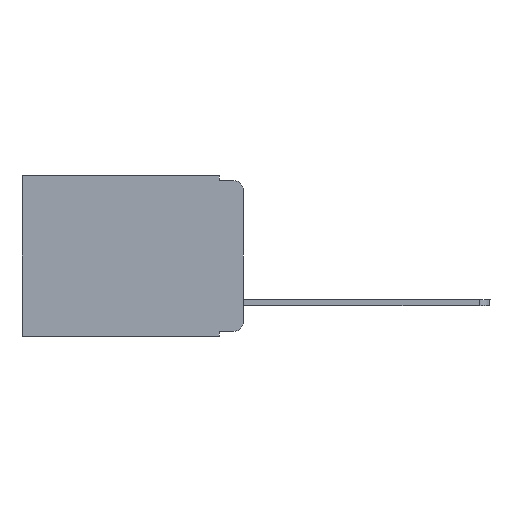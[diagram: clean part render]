
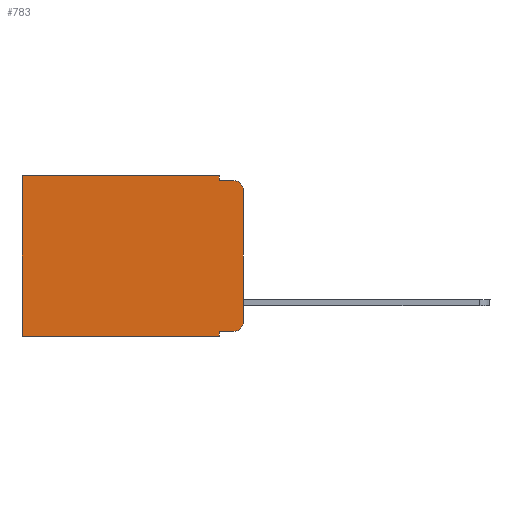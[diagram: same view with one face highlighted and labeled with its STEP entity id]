
A CAD part, left-side view. The second image highlights one B-rep face of the part: STEP entity #783.
In plain terms, the highlighted planar face has unit normal (-1, 0, 0).
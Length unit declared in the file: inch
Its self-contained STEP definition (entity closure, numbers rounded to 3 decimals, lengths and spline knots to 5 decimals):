
#9 = EDGE_LOOP ( 'NONE', ( #13569, #7177, #2730, #3173, #14312, #1528, #18066, #4871, #11049, #14321 ) ) ;
#59 = CARTESIAN_POINT ( 'NONE',  ( 0.298, 0.473, 0. ) ) ;
#783 = ADVANCED_FACE ( 'NONE', ( #14616 ), #1774, .F. ) ;
#1196 = VERTEX_POINT ( 'NONE', #11757 ) ;
#1228 = CARTESIAN_POINT ( 'NONE',  ( 0.298, 0.02, -0.313 ) ) ;
#1301 = VECTOR ( 'NONE', #10693, 39.37008 ) ;
#1528 = ORIENTED_EDGE ( 'NONE', *, *, #7932, .T. ) ;
#1684 = LINE ( 'NONE', #13302, #16529 ) ;
#1774 = PLANE ( 'NONE',  #10779 ) ;
#2173 = EDGE_CURVE ( 'NONE', #11428, #14750, #4398, .T. ) ;
#2379 = EDGE_CURVE ( 'NONE', #18705, #13184, #3457, .T. ) ;
#2584 = VECTOR ( 'NONE', #4545, 39.37008 ) ;
#2730 = ORIENTED_EDGE ( 'NONE', *, *, #17527, .F. ) ;
#2882 = EDGE_CURVE ( 'NONE', #18705, #16335, #12134, .T. ) ;
#3173 = ORIENTED_EDGE ( 'NONE', *, *, #3261, .F. ) ;
#3261 = EDGE_CURVE ( 'NONE', #9999, #9967, #7939, .T. ) ;
#3457 = LINE ( 'NONE', #4823, #12578 ) ;
#3976 = DIRECTION ( 'NONE',  ( -1., 0., 0. ) ) ;
#4144 = LINE ( 'NONE', #59, #2584 ) ;
#4211 = EDGE_CURVE ( 'NONE', #16335, #12652, #8153, .T. ) ;
#4398 = CIRCLE ( 'NONE', #18072, 0.02 ) ;
#4545 = DIRECTION ( 'NONE',  ( 0., 0., -1. ) ) ;
#4642 = EDGE_CURVE ( 'NONE', #13184, #1196, #11411, .T. ) ;
#4823 = CARTESIAN_POINT ( 'NONE',  ( 0.298, 0.051, 0. ) ) ;
#4867 = CARTESIAN_POINT ( 'NONE',  ( 0.298, 0., -0.313 ) ) ;
#4871 = ORIENTED_EDGE ( 'NONE', *, *, #2379, .F. ) ;
#5674 = DIRECTION ( 'NONE',  ( 0., 0., -1. ) ) ;
#5784 = DIRECTION ( 'NONE',  ( 1., 0., 0. ) ) ;
#5944 = LINE ( 'NONE', #16111, #15130 ) ;
#6170 = CARTESIAN_POINT ( 'NONE',  ( 0.298, 0., 0. ) ) ;
#6583 = CARTESIAN_POINT ( 'NONE',  ( 0.298, 0.02, -0.333 ) ) ;
#7177 = ORIENTED_EDGE ( 'NONE', *, *, #2173, .T. ) ;
#7441 = CARTESIAN_POINT ( 'NONE',  ( 0.298, 0.02, -0.01 ) ) ;
#7932 = EDGE_CURVE ( 'NONE', #8732, #1196, #4144, .T. ) ;
#7939 = LINE ( 'NONE', #11817, #17759 ) ;
#8097 = LINE ( 'NONE', #9685, #13418 ) ;
#8153 = CIRCLE ( 'NONE', #14190, 0.02 ) ;
#8597 = CARTESIAN_POINT ( 'NONE',  ( 0.298, 0.473, 0. ) ) ;
#8673 = DIRECTION ( 'NONE',  ( 0., 0., -1. ) ) ;
#8681 = DIRECTION ( 'NONE',  ( 0., 1., 0. ) ) ;
#8732 = VERTEX_POINT ( 'NONE', #8597 ) ;
#9165 = EDGE_CURVE ( 'NONE', #11428, #12652, #1684, .T. ) ;
#9368 = CARTESIAN_POINT ( 'NONE',  ( 0.298, 0.051, -0.333 ) ) ;
#9685 = CARTESIAN_POINT ( 'NONE',  ( 0.298, 0., 0. ) ) ;
#9967 = VERTEX_POINT ( 'NONE', #14770 ) ;
#9999 = VERTEX_POINT ( 'NONE', #14258 ) ;
#10539 = DIRECTION ( 'NONE',  ( 0., 0., -1. ) ) ;
#10693 = DIRECTION ( 'NONE',  ( 0., -1., 0. ) ) ;
#10779 = AXIS2_PLACEMENT_3D ( 'NONE', #6170, #5784, #10539 ) ;
#11049 = ORIENTED_EDGE ( 'NONE', *, *, #2882, .T. ) ;
#11316 = VECTOR ( 'NONE', #8681, 39.37008 ) ;
#11411 = LINE ( 'NONE', #17387, #11316 ) ;
#11428 = VERTEX_POINT ( 'NONE', #16172 ) ;
#11746 = DIRECTION ( 'NONE',  ( 0., -1., 0. ) ) ;
#11757 = CARTESIAN_POINT ( 'NONE',  ( 0.298, 0.473, -0.343 ) ) ;
#11817 = CARTESIAN_POINT ( 'NONE',  ( 0.298, 0.051, 0. ) ) ;
#11958 = DIRECTION ( 'NONE',  ( 0., 0., -1. ) ) ;
#12134 = LINE ( 'NONE', #9368, #1301 ) ;
#12342 = CARTESIAN_POINT ( 'NONE',  ( 0.298, 0.051, -0.343 ) ) ;
#12578 = VECTOR ( 'NONE', #11958, 39.37008 ) ;
#12652 = VERTEX_POINT ( 'NONE', #4867 ) ;
#13184 = VERTEX_POINT ( 'NONE', #12342 ) ;
#13302 = CARTESIAN_POINT ( 'NONE',  ( 0.298, 0., 0. ) ) ;
#13333 = DIRECTION ( 'NONE',  ( 0., 0., -1. ) ) ;
#13418 = VECTOR ( 'NONE', #15475, 39.37008 ) ;
#13569 = ORIENTED_EDGE ( 'NONE', *, *, #9165, .F. ) ;
#13811 = CARTESIAN_POINT ( 'NONE',  ( 0.298, 0.051, -0.333 ) ) ;
#14129 = DIRECTION ( 'NONE',  ( -1., 0., 0. ) ) ;
#14190 = AXIS2_PLACEMENT_3D ( 'NONE', #1228, #3976, #16188 ) ;
#14258 = CARTESIAN_POINT ( 'NONE',  ( 0.298, 0.051, 0. ) ) ;
#14312 = ORIENTED_EDGE ( 'NONE', *, *, #16709, .T. ) ;
#14321 = ORIENTED_EDGE ( 'NONE', *, *, #4211, .T. ) ;
#14616 = FACE_OUTER_BOUND ( 'NONE', #9, .T. ) ;
#14750 = VERTEX_POINT ( 'NONE', #7441 ) ;
#14770 = CARTESIAN_POINT ( 'NONE',  ( 0.298, 0.051, -0.01 ) ) ;
#15130 = VECTOR ( 'NONE', #11746, 39.37008 ) ;
#15475 = DIRECTION ( 'NONE',  ( 0., 1., 0. ) ) ;
#15557 = CARTESIAN_POINT ( 'NONE',  ( 0.298, 0.02, -0.03 ) ) ;
#16111 = CARTESIAN_POINT ( 'NONE',  ( 0.298, 0.051, -0.01 ) ) ;
#16172 = CARTESIAN_POINT ( 'NONE',  ( 0.298, 0., -0.03 ) ) ;
#16188 = DIRECTION ( 'NONE',  ( 0., 0., -1. ) ) ;
#16335 = VERTEX_POINT ( 'NONE', #6583 ) ;
#16529 = VECTOR ( 'NONE', #8673, 39.37008 ) ;
#16709 = EDGE_CURVE ( 'NONE', #9999, #8732, #8097, .T. ) ;
#17387 = CARTESIAN_POINT ( 'NONE',  ( 0.298, 0., -0.343 ) ) ;
#17527 = EDGE_CURVE ( 'NONE', #9967, #14750, #5944, .T. ) ;
#17759 = VECTOR ( 'NONE', #13333, 39.37008 ) ;
#18066 = ORIENTED_EDGE ( 'NONE', *, *, #4642, .F. ) ;
#18072 = AXIS2_PLACEMENT_3D ( 'NONE', #15557, #14129, #5674 ) ;
#18705 = VERTEX_POINT ( 'NONE', #13811 ) ;
